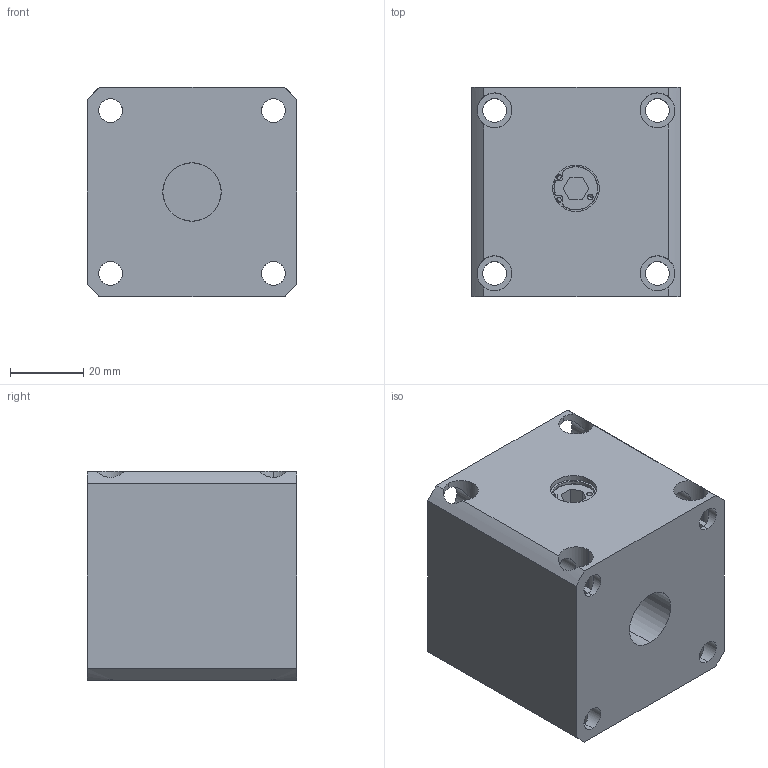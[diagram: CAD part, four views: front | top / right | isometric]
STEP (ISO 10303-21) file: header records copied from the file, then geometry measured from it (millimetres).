
FILE_DESCRIPTION (( 'STEP AP214' ), '1' );
FILE_NAME ('34512.STEP', '2017-06-20T19:40:05', ( 'Mike W' ), ( '' ), 'SwSTEP 2.0', 'SolidWorks 2017', '' );
FILE_SCHEMA (( 'AUTOMOTIVE_DESIGN' ));
Length unit declared in the file: inch
Products named in the file (5): 345501_345501; 34512; 34012_34012; 31208_31208; 345001_345001_M10-M12
Assembly tree (4 placements, depth 2):
  34512
    345001_345001_M10-M12
    31208_31208
    34012_34012
    345501_345501
Bounding box: 57.15 x 57.15 x 57.15 mm (x, y, z)
Volume: 163551.6 mm3; surface area: 34448.2 mm2
Topology: 4 solids, 4 shells, 159 faces, 435 edges, 275 vertices
Faces by surface type: cylinder 101, plane 36, cone 18, bspline 2, sphere 2
Entity records: 6258 total; most frequent: CARTESIAN_POINT 1844, ORIENTED_EDGE 862, DIRECTION 835, EDGE_CURVE 431, AXIS2_PLACEMENT_3D 330, VERTEX_POINT 273, EDGE_LOOP 192, VECTOR 175
